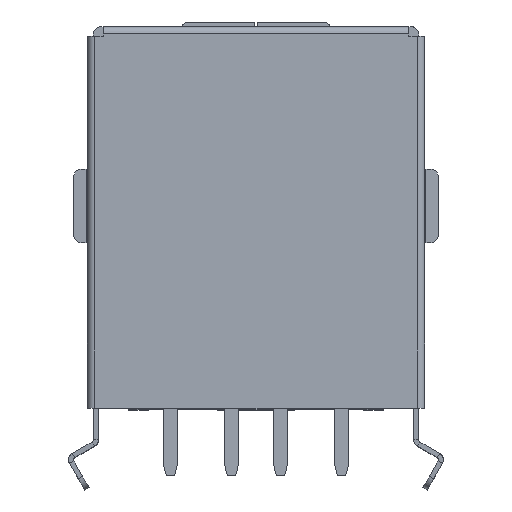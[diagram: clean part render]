
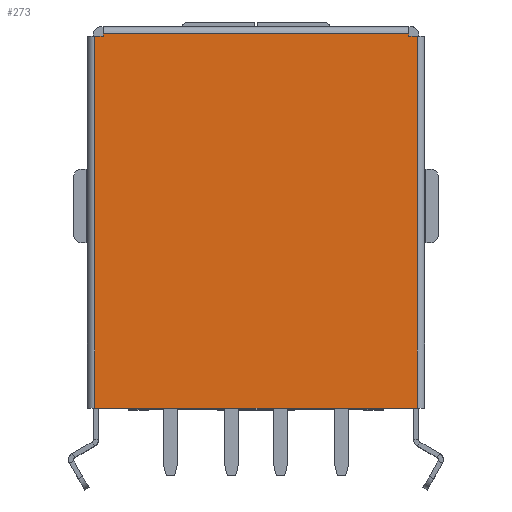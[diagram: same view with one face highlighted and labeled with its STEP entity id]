
A CAD part, top view. The second image highlights one B-rep face of the part: STEP entity #273.
In plain terms, the highlighted planar face has unit normal (0, 0, 1).
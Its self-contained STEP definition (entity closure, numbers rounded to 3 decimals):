
#273=ADVANCED_FACE('',(#1650),#1651,.T.);
#1650=FACE_OUTER_BOUND('',#4340,.T.);
#1651=PLANE('',#4341);
#4340=EDGE_LOOP('',(#11584,#11585,#11586,#11587,#11588,#11589,#11590,#11591));
#4341=AXIS2_PLACEMENT_3D('',#11592,#11593,#11594);
#11584=ORIENTED_EDGE('',*,*,#20072,.F.);
#11585=ORIENTED_EDGE('',*,*,#20073,.T.);
#11586=ORIENTED_EDGE('',*,*,#20074,.F.);
#11587=ORIENTED_EDGE('',*,*,#20071,.F.);
#11588=ORIENTED_EDGE('',*,*,#20060,.F.);
#11589=ORIENTED_EDGE('',*,*,#20042,.T.);
#11590=ORIENTED_EDGE('',*,*,#20040,.F.);
#11591=ORIENTED_EDGE('',*,*,#20038,.F.);
#11592=CARTESIAN_POINT('',(6.5,-20.647,16.55));
#11593=DIRECTION('',(0.0,0.0,1.0));
#11594=DIRECTION('',(1.0,0.0,0.0));
#20038=EDGE_CURVE('',#24181,#24183,#24184,.T.);
#20040=EDGE_CURVE('',#24183,#24186,#24187,.T.);
#20042=EDGE_CURVE('',#24189,#24186,#24190,.T.);
#20060=EDGE_CURVE('',#24189,#24222,#24223,.T.);
#20071=EDGE_CURVE('',#24222,#24225,#24243,.T.);
#20072=EDGE_CURVE('',#24244,#24181,#24245,.T.);
#20073=EDGE_CURVE('',#24244,#24246,#24247,.T.);
#20074=EDGE_CURVE('',#24225,#24246,#24248,.T.);
#24181=VERTEX_POINT('',#30521);
#24183=VERTEX_POINT('',#30523);
#24184=LINE('',#30524,#30525);
#24186=VERTEX_POINT('',#30527);
#24187=LINE('',#30528,#30529);
#24189=VERTEX_POINT('',#30532);
#24190=LINE('',#30533,#30534);
#24222=VERTEX_POINT('',#30580);
#24223=LINE('',#30581,#30582);
#24225=VERTEX_POINT('',#30584);
#24243=LINE('',#30608,#30609);
#24244=VERTEX_POINT('',#30610);
#24245=LINE('',#30611,#30612);
#24246=VERTEX_POINT('',#30613);
#24247=LINE('',#30614,#30615);
#24248=LINE('',#30616,#30617);
#30521=CARTESIAN_POINT('',(-6.25,7.655,16.55));
#30523=CARTESIAN_POINT('',(6.25,7.655,16.55));
#30524=CARTESIAN_POINT('',(-6.25,7.655,16.55));
#30525=VECTOR('',#37218,12.5);
#30527=CARTESIAN_POINT('',(6.25,7.555,16.55));
#30528=CARTESIAN_POINT('',(6.25,7.655,16.55));
#30529=VECTOR('',#37222,0.1);
#30532=CARTESIAN_POINT('',(6.6,7.555,16.55));
#30533=CARTESIAN_POINT('',(6.6,7.555,16.55));
#30534=VECTOR('',#37224,0.35);
#30580=CARTESIAN_POINT('',(6.6,-7.645,16.55));
#30581=CARTESIAN_POINT('',(6.6,7.555,16.55));
#30582=VECTOR('',#37248,15.2);
#30584=CARTESIAN_POINT('',(-6.6,-7.645,16.55));
#30608=CARTESIAN_POINT('',(6.6,-7.645,16.55));
#30609=VECTOR('',#37267,13.2);
#30610=CARTESIAN_POINT('',(-6.25,7.555,16.55));
#30611=CARTESIAN_POINT('',(-6.25,7.555,16.55));
#30612=VECTOR('',#37268,0.1);
#30613=CARTESIAN_POINT('',(-6.6,7.555,16.55));
#30614=CARTESIAN_POINT('',(-6.25,7.555,16.55));
#30615=VECTOR('',#37269,0.35);
#30616=CARTESIAN_POINT('',(-6.6,-7.645,16.55));
#30617=VECTOR('',#37270,15.2);
#37218=DIRECTION('',(1.0,0.0,0.0));
#37222=DIRECTION('',(0.,-1.0,0.));
#37224=DIRECTION('',(-1.0,0.0,0.));
#37248=DIRECTION('',(0.0,-1.0,0.0));
#37267=DIRECTION('',(-1.0,0.0,0.0));
#37268=DIRECTION('',(0.,1.0,0.));
#37269=DIRECTION('',(-1.0,0.0,0.));
#37270=DIRECTION('',(0.0,1.0,0.0));
